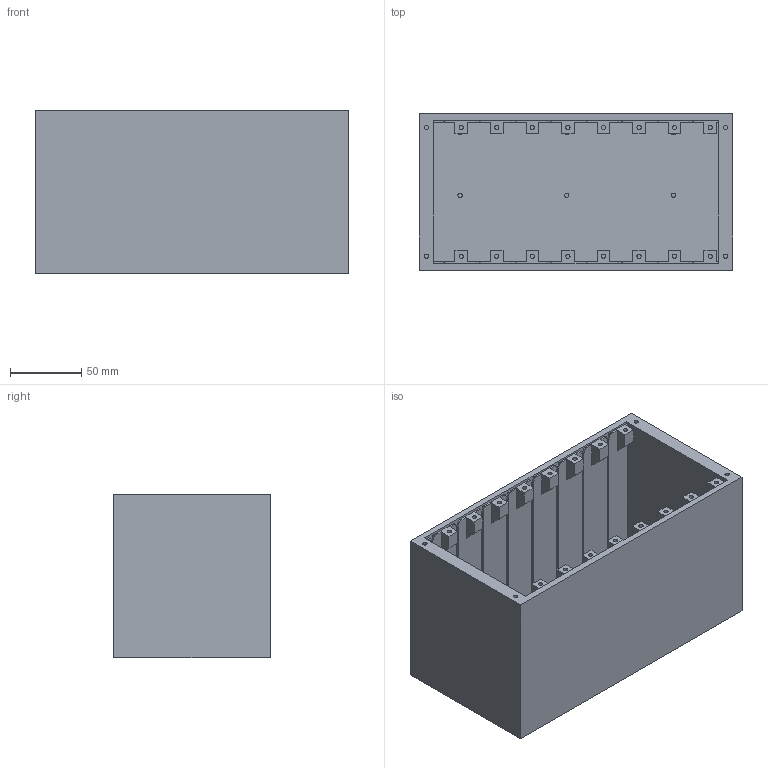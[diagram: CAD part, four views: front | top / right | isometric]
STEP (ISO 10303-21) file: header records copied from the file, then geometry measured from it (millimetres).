
FILE_DESCRIPTION(/* description */ (''),/* implementation_level */ '2;1');
FILE_NAME(/* name */ 'obudowa_główna.stp',/* time_stamp */ '2020-05-07T18:07:01+02:00',/* author */ ('Bartek'),/* organization */ (''),/* preprocessor_version */ 'ST-DEVELOPER v18',/* originating_system */ 'Autodesk Inventor 2020',/* authorisation */ '');
FILE_SCHEMA (('AUTOMOTIVE_DESIGN { 1 0 10303 214 3 1 1 }'));
Length unit declared in the file: millimetre
Products named in the file (1): obudowa_główna
Bounding box: 220 x 110 x 115.25 mm (x, y, z)
Volume: 707807 mm3; surface area: 199631.2 mm2
Topology: 1 solids, 1 shells, 280 faces, 837 edges, 570 vertices
Faces by surface type: plane 190, cylinder 90
Full cylindrical faces by diameter (mm): 3 x26
Entity records: 9605 total; most frequent: CARTESIAN_POINT 1688, ORIENTED_EDGE 1674, DIRECTION 1615, EDGE_CURVE 837, LINE 621, VECTOR 621, VERTEX_POINT 570, AXIS2_PLACEMENT_3D 497
